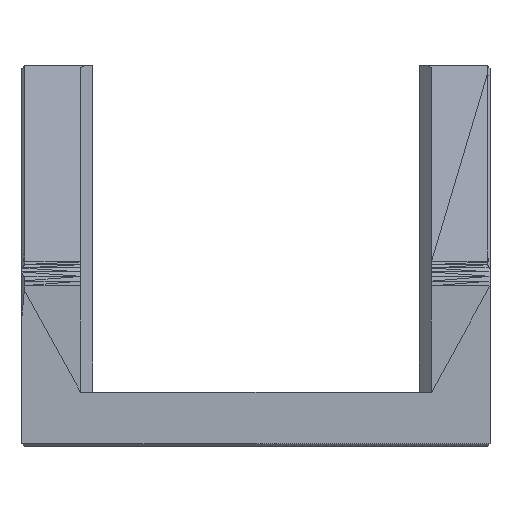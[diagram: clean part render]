
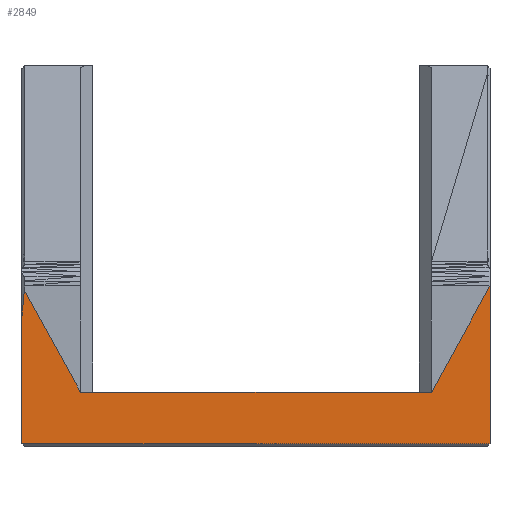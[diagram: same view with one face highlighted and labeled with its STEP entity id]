
A CAD part, front view. The second image highlights one B-rep face of the part: STEP entity #2849.
In plain terms, the highlighted planar face has unit normal (0, -1, 0).
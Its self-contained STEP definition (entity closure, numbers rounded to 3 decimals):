
#2544 = DIRECTION ( 'NONE',  ( -0.09, 0., -0.996 ) ) ;
#2849 = ADVANCED_FACE ( 'NONE', ( #9251 ), #40156, .T. ) ;
#3261 = DIRECTION ( 'NONE',  ( -0.483, 0., -0.876 ) ) ;
#3456 = ORIENTED_EDGE ( 'NONE', *, *, #37085, .T. ) ;
#4323 = VERTEX_POINT ( 'NONE', #14627 ) ;
#5926 = VECTOR ( 'NONE', #45317, 1000. ) ;
#6918 = CARTESIAN_POINT ( 'NONE',  ( -8.6, -8.75, 4.789 ) ) ;
#7087 = VECTOR ( 'NONE', #25953, 1000. ) ;
#9251 = FACE_OUTER_BOUND ( 'NONE', #49083, .T. ) ;
#9401 = DIRECTION ( 'NONE',  ( 0., 0., 1. ) ) ;
#11641 = AXIS2_PLACEMENT_3D ( 'NONE', #47526, #16353, #12053 ) ;
#12053 = DIRECTION ( 'NONE',  ( 0., 0., -1. ) ) ;
#14049 = CARTESIAN_POINT ( 'NONE',  ( 8.6, -8.75, 0. ) ) ;
#14627 = CARTESIAN_POINT ( 'NONE',  ( -8.6, -8.75, 0.1 ) ) ;
#15105 = CARTESIAN_POINT ( 'NONE',  ( 0., -8.75, 0.1 ) ) ;
#15140 = CARTESIAN_POINT ( 'NONE',  ( -6.45, -8.75, 2. ) ) ;
#16353 = DIRECTION ( 'NONE',  ( 0., -1., 0. ) ) ;
#17268 = VERTEX_POINT ( 'NONE', #24506 ) ;
#19890 = VERTEX_POINT ( 'NONE', #39477 ) ;
#20186 = VECTOR ( 'NONE', #27794, 1000. ) ;
#22564 = EDGE_CURVE ( 'NONE', #19890, #25428, #34656, .T. ) ;
#23277 = VERTEX_POINT ( 'NONE', #24068 ) ;
#23537 = EDGE_CURVE ( 'NONE', #17268, #50074, #25557, .T. ) ;
#24068 = CARTESIAN_POINT ( 'NONE',  ( 8.6, -8.75, 0.1 ) ) ;
#24506 = CARTESIAN_POINT ( 'NONE',  ( 8.6, -8.75, 5.898 ) ) ;
#25428 = VERTEX_POINT ( 'NONE', #41846 ) ;
#25557 = LINE ( 'NONE', #34423, #43495 ) ;
#25953 = DIRECTION ( 'NONE',  ( 0., 0., 1. ) ) ;
#26301 = LINE ( 'NONE', #41756, #47149 ) ;
#27722 = ORIENTED_EDGE ( 'NONE', *, *, #22564, .F. ) ;
#27794 = DIRECTION ( 'NONE',  ( 0.483, 0., -0.876 ) ) ;
#30300 = ORIENTED_EDGE ( 'NONE', *, *, #33346, .T. ) ;
#31105 = CARTESIAN_POINT ( 'NONE',  ( -8.6, -8.75, 5.898 ) ) ;
#31307 = VECTOR ( 'NONE', #43230, 1000. ) ;
#33346 = EDGE_CURVE ( 'NONE', #19890, #38650, #48171, .T. ) ;
#34423 = CARTESIAN_POINT ( 'NONE',  ( 8.6, -8.75, 5.898 ) ) ;
#34656 = LINE ( 'NONE', #31105, #20186 ) ;
#35359 = ORIENTED_EDGE ( 'NONE', *, *, #23537, .T. ) ;
#36815 = EDGE_CURVE ( 'NONE', #4323, #23277, #42729, .T. ) ;
#37085 = EDGE_CURVE ( 'NONE', #23277, #17268, #48779, .T. ) ;
#37423 = CARTESIAN_POINT ( 'NONE',  ( 6.45, -8.75, 2. ) ) ;
#37705 = LINE ( 'NONE', #15140, #5926 ) ;
#37903 = ORIENTED_EDGE ( 'NONE', *, *, #46269, .F. ) ;
#38264 = CARTESIAN_POINT ( 'NONE',  ( -8.959, -8.75, 0.808 ) ) ;
#38495 = ORIENTED_EDGE ( 'NONE', *, *, #45337, .F. ) ;
#38650 = VERTEX_POINT ( 'NONE', #6918 ) ;
#39477 = CARTESIAN_POINT ( 'NONE',  ( -8.514, -8.75, 5.742 ) ) ;
#40156 = PLANE ( 'NONE',  #11641 ) ;
#41756 = CARTESIAN_POINT ( 'NONE',  ( -8.6, -8.75, 0. ) ) ;
#41846 = CARTESIAN_POINT ( 'NONE',  ( -6.45, -8.75, 2. ) ) ;
#42729 = LINE ( 'NONE', #15105, #31307 ) ;
#43230 = DIRECTION ( 'NONE',  ( 1., 0., 0. ) ) ;
#43495 = VECTOR ( 'NONE', #3261, 1000. ) ;
#45317 = DIRECTION ( 'NONE',  ( 1., 0., 0. ) ) ;
#45337 = EDGE_CURVE ( 'NONE', #4323, #38650, #26301, .T. ) ;
#45372 = ORIENTED_EDGE ( 'NONE', *, *, #36815, .T. ) ;
#46269 = EDGE_CURVE ( 'NONE', #25428, #50074, #37705, .T. ) ;
#47149 = VECTOR ( 'NONE', #9401, 1000. ) ;
#47526 = CARTESIAN_POINT ( 'NONE',  ( 0., -8.75, 0. ) ) ;
#48171 = LINE ( 'NONE', #38264, #48176 ) ;
#48176 = VECTOR ( 'NONE', #2544, 1000. ) ;
#48779 = LINE ( 'NONE', #14049, #7087 ) ;
#49083 = EDGE_LOOP ( 'NONE', ( #27722, #30300, #38495, #45372, #3456, #35359, #37903 ) ) ;
#50074 = VERTEX_POINT ( 'NONE', #37423 ) ;
